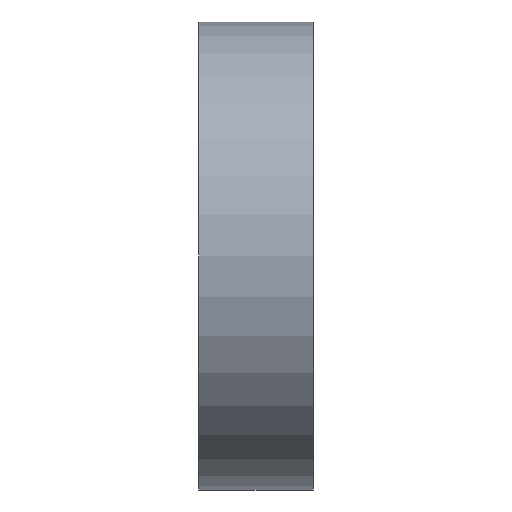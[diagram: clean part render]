
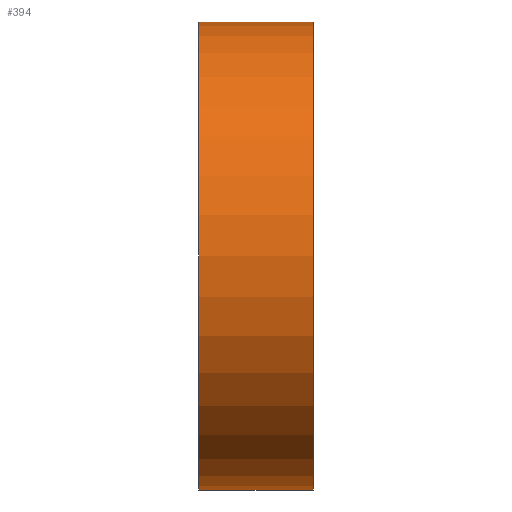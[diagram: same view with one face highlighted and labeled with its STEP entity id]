
A CAD part, left-side view. The second image highlights one B-rep face of the part: STEP entity #394.
In plain terms, the highlighted cylindrical face has radius 40.863 mm (diameter 81.726 mm), a partial arc.
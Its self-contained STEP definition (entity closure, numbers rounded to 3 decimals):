
#9 = ORIENTED_EDGE ( 'NONE', *, *, #152, .F. ) ;
#10 = VECTOR ( 'NONE', #113, 1000. ) ;
#20 = AXIS2_PLACEMENT_3D ( 'NONE', #87, #162, #133 ) ;
#51 = CARTESIAN_POINT ( 'NONE',  ( -63.134, 20., 0. ) ) ;
#56 = VERTEX_POINT ( 'NONE', #280 ) ;
#73 = VECTOR ( 'NONE', #492, 1000. ) ;
#74 = EDGE_CURVE ( 'NONE', #374, #208, #159, .T. ) ;
#86 = EDGE_LOOP ( 'NONE', ( #216, #9, #310, #106 ) ) ;
#87 = CARTESIAN_POINT ( 'NONE',  ( -63.134, 20., 0. ) ) ;
#89 = FACE_OUTER_BOUND ( 'NONE', #86, .T. ) ;
#92 = AXIS2_PLACEMENT_3D ( 'NONE', #51, #297, #256 ) ;
#98 = AXIS2_PLACEMENT_3D ( 'NONE', #445, #128, #245 ) ;
#106 = ORIENTED_EDGE ( 'NONE', *, *, #180, .T. ) ;
#113 = DIRECTION ( 'NONE',  ( 0., -1., 0. ) ) ;
#128 = DIRECTION ( 'NONE',  ( 0., 1., 0. ) ) ;
#133 = DIRECTION ( 'NONE',  ( 0., 0., 1. ) ) ;
#152 = EDGE_CURVE ( 'NONE', #462, #374, #353, .T. ) ;
#159 = LINE ( 'NONE', #190, #10 ) ;
#162 = DIRECTION ( 'NONE',  ( 0., 1., 0. ) ) ;
#170 = CARTESIAN_POINT ( 'NONE',  ( -63.134, 0., 40.863 ) ) ;
#180 = EDGE_CURVE ( 'NONE', #56, #208, #417, .T. ) ;
#190 = CARTESIAN_POINT ( 'NONE',  ( -63.134, 20., 40.863 ) ) ;
#208 = VERTEX_POINT ( 'NONE', #170 ) ;
#211 = EDGE_CURVE ( 'NONE', #462, #56, #448, .T. ) ;
#216 = ORIENTED_EDGE ( 'NONE', *, *, #74, .F. ) ;
#245 = DIRECTION ( 'NONE',  ( 0., 0., 1. ) ) ;
#256 = DIRECTION ( 'NONE',  ( 0., 0., -1. ) ) ;
#280 = CARTESIAN_POINT ( 'NONE',  ( -63.134, 0., -40.863 ) ) ;
#297 = DIRECTION ( 'NONE',  ( 0., -1., 0. ) ) ;
#310 = ORIENTED_EDGE ( 'NONE', *, *, #211, .T. ) ;
#329 = CARTESIAN_POINT ( 'NONE',  ( -63.134, 20., -40.863 ) ) ;
#353 = CIRCLE ( 'NONE', #20, 40.863 ) ;
#374 = VERTEX_POINT ( 'NONE', #461 ) ;
#394 = ADVANCED_FACE ( 'NONE', ( #89 ), #454, .T. ) ;
#417 = CIRCLE ( 'NONE', #98, 40.863 ) ;
#445 = CARTESIAN_POINT ( 'NONE',  ( -63.134, 0., 0. ) ) ;
#448 = LINE ( 'NONE', #329, #73 ) ;
#454 = CYLINDRICAL_SURFACE ( 'NONE', #92, 40.863 ) ;
#461 = CARTESIAN_POINT ( 'NONE',  ( -63.134, 20., 40.863 ) ) ;
#462 = VERTEX_POINT ( 'NONE', #475 ) ;
#475 = CARTESIAN_POINT ( 'NONE',  ( -63.134, 20., -40.863 ) ) ;
#492 = DIRECTION ( 'NONE',  ( 0., -1., 0. ) ) ;
